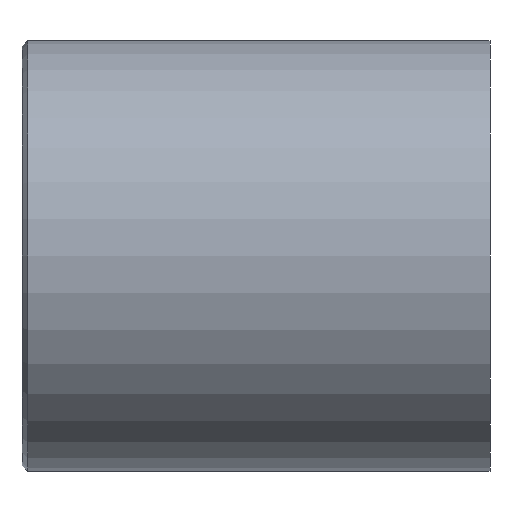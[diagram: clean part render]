
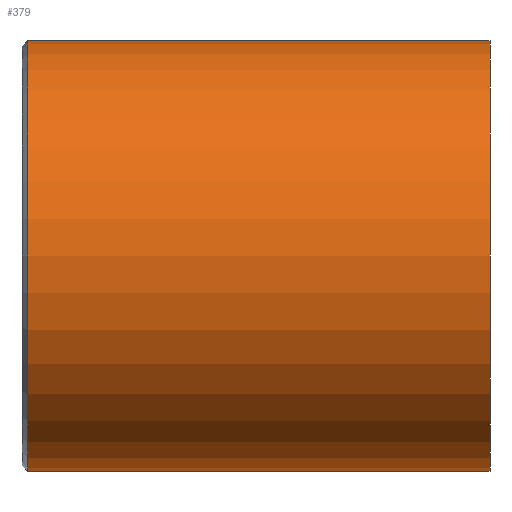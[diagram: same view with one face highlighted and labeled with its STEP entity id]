
A CAD part, left-side view. The second image highlights one B-rep face of the part: STEP entity #379.
In plain terms, the highlighted cylindrical face has radius 11.5 mm (diameter 23 mm), a partial arc.
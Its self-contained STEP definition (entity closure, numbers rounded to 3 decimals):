
#4 = DIRECTION ( 'NONE',  ( 0., 0., 1. ) ) ;
#14 = ORIENTED_EDGE ( 'NONE', *, *, #138, .T. ) ;
#23 = DIRECTION ( 'NONE',  ( 0., 0., 1. ) ) ;
#26 = EDGE_CURVE ( 'NONE', #68, #259, #205, .T. ) ;
#33 = VERTEX_POINT ( 'NONE', #119 ) ;
#38 = EDGE_CURVE ( 'NONE', #259, #192, #323, .T. ) ;
#39 = ORIENTED_EDGE ( 'NONE', *, *, #38, .T. ) ;
#53 = AXIS2_PLACEMENT_3D ( 'NONE', #158, #126, #4 ) ;
#68 = VERTEX_POINT ( 'NONE', #384 ) ;
#69 = LINE ( 'NONE', #316, #389 ) ;
#85 = VECTOR ( 'NONE', #232, 1000. ) ;
#119 = CARTESIAN_POINT ( 'NONE',  ( 0., 24.7, 11.5 ) ) ;
#126 = DIRECTION ( 'NONE',  ( 0., -1., 0. ) ) ;
#138 = EDGE_CURVE ( 'NONE', #33, #68, #279, .T. ) ;
#148 = DIRECTION ( 'NONE',  ( 0., 0., -1. ) ) ;
#158 = CARTESIAN_POINT ( 'NONE',  ( 0., 24.7, 0. ) ) ;
#161 = EDGE_LOOP ( 'NONE', ( #226, #14, #257, #39 ) ) ;
#169 = CARTESIAN_POINT ( 'NONE',  ( 0., 0., 0. ) ) ;
#170 = CARTESIAN_POINT ( 'NONE',  ( 0., 25., 0. ) ) ;
#173 = FACE_OUTER_BOUND ( 'NONE', #161, .T. ) ;
#191 = CARTESIAN_POINT ( 'NONE',  ( 0., 0., -11.5 ) ) ;
#192 = VERTEX_POINT ( 'NONE', #216 ) ;
#205 = LINE ( 'NONE', #325, #85 ) ;
#216 = CARTESIAN_POINT ( 'NONE',  ( 0., 0., 11.5 ) ) ;
#226 = ORIENTED_EDGE ( 'NONE', *, *, #296, .F. ) ;
#232 = DIRECTION ( 'NONE',  ( 0., -1., 0. ) ) ;
#254 = DIRECTION ( 'NONE',  ( 0., -1., 0. ) ) ;
#257 = ORIENTED_EDGE ( 'NONE', *, *, #26, .T. ) ;
#259 = VERTEX_POINT ( 'NONE', #191 ) ;
#261 = AXIS2_PLACEMENT_3D ( 'NONE', #169, #352, #23 ) ;
#279 = CIRCLE ( 'NONE', #53, 11.5 ) ;
#296 = EDGE_CURVE ( 'NONE', #33, #192, #69, .T. ) ;
#306 = AXIS2_PLACEMENT_3D ( 'NONE', #170, #356, #148 ) ;
#316 = CARTESIAN_POINT ( 'NONE',  ( 0., 25., 11.5 ) ) ;
#323 = CIRCLE ( 'NONE', #261, 11.5 ) ;
#325 = CARTESIAN_POINT ( 'NONE',  ( 0., 25., -11.5 ) ) ;
#352 = DIRECTION ( 'NONE',  ( 0., 1., 0. ) ) ;
#356 = DIRECTION ( 'NONE',  ( 0., -1., 0. ) ) ;
#362 = CYLINDRICAL_SURFACE ( 'NONE', #306, 11.5 ) ;
#379 = ADVANCED_FACE ( 'NONE', ( #173 ), #362, .T. ) ;
#384 = CARTESIAN_POINT ( 'NONE',  ( 0., 24.7, -11.5 ) ) ;
#389 = VECTOR ( 'NONE', #254, 1000. ) ;
